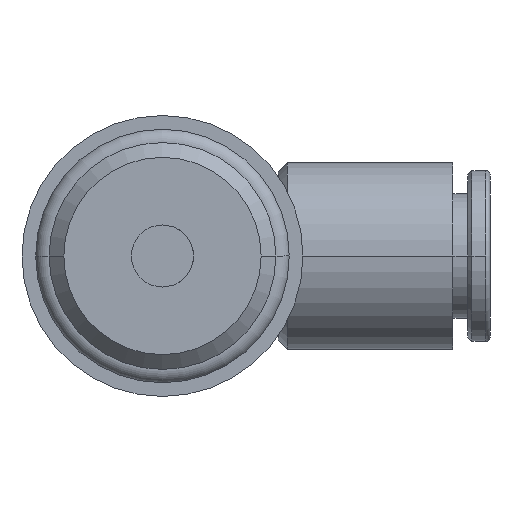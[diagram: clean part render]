
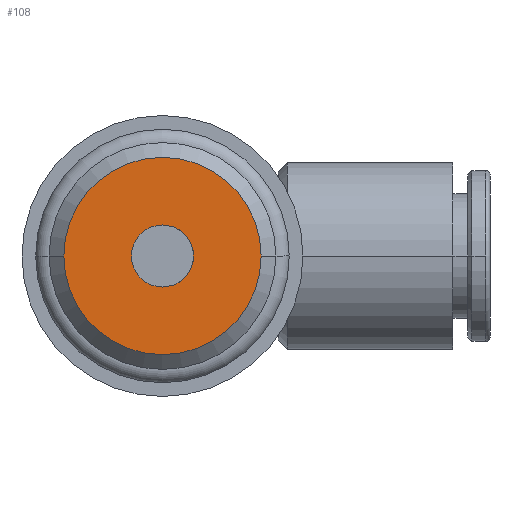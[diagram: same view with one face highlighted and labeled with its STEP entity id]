
A CAD part, front view. The second image highlights one B-rep face of the part: STEP entity #108.
In plain terms, the highlighted planar face has unit normal (0, -1, 0).
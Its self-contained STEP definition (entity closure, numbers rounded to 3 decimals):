
#108=ADVANCED_FACE('',(#290,#291),#292,.T.);
#290=FACE_BOUND('',#535,.T.);
#291=FACE_OUTER_BOUND('',#536,.T.);
#292=PLANE('',#537);
#535=EDGE_LOOP('',(#1128,#1129));
#536=EDGE_LOOP('',(#1130,#1131));
#537=AXIS2_PLACEMENT_3D('',#1132,#1133,#1134);
#1128=ORIENTED_EDGE('',*,*,#1694,.T.);
#1129=ORIENTED_EDGE('',*,*,#1710,.T.);
#1130=ORIENTED_EDGE('',*,*,#1651,.T.);
#1131=ORIENTED_EDGE('',*,*,#1737,.T.);
#1132=CARTESIAN_POINT('',(0.0,-7.9,0.0));
#1133=DIRECTION('',(0.0,-1.0,0.0));
#1134=DIRECTION('',(-1.0,0.0,0.0));
#1651=EDGE_CURVE('',#2011,#2014,#2016,.T.);
#1694=EDGE_CURVE('',#2094,#2091,#2095,.T.);
#1710=EDGE_CURVE('',#2091,#2094,#2119,.T.);
#1737=EDGE_CURVE('',#2014,#2011,#2152,.T.);
#2011=VERTEX_POINT('',#2637);
#2014=VERTEX_POINT('',#2641);
#2016=CIRCLE('',#2644,5.723);
#2091=VERTEX_POINT('',#2833);
#2094=VERTEX_POINT('',#2837);
#2095=CIRCLE('',#2838,1.8);
#2119=CIRCLE('',#2944,1.8);
#2152=CIRCLE('',#3001,5.723);
#2637=CARTESIAN_POINT('',(5.723,-7.9,0.0));
#2641=CARTESIAN_POINT('',(-5.723,-7.9,0.));
#2644=AXIS2_PLACEMENT_3D('',#3485,#3486,#3487);
#2833=CARTESIAN_POINT('',(1.8,-7.9,0.));
#2837=CARTESIAN_POINT('',(-1.8,-7.9,0.));
#2838=AXIS2_PLACEMENT_3D('',#3560,#3561,#3562);
#2944=AXIS2_PLACEMENT_3D('',#3590,#3591,#3592);
#3001=AXIS2_PLACEMENT_3D('',#3653,#3654,#3655);
#3485=CARTESIAN_POINT('',(0.0,-7.9,0.0));
#3486=DIRECTION('',(0.0,-1.0,0.0));
#3487=DIRECTION('',(1.0,0.0,0.0));
#3560=CARTESIAN_POINT('',(0.0,-7.9,0.0));
#3561=DIRECTION('',(-0.0,1.0,0.0));
#3562=DIRECTION('',(1.0,0.0,0.0));
#3590=CARTESIAN_POINT('',(0.0,-7.9,0.0));
#3591=DIRECTION('',(-0.0,1.0,0.0));
#3592=DIRECTION('',(1.0,0.0,0.0));
#3653=CARTESIAN_POINT('',(0.0,-7.9,0.0));
#3654=DIRECTION('',(0.0,-1.0,0.0));
#3655=DIRECTION('',(1.0,0.0,0.0));
